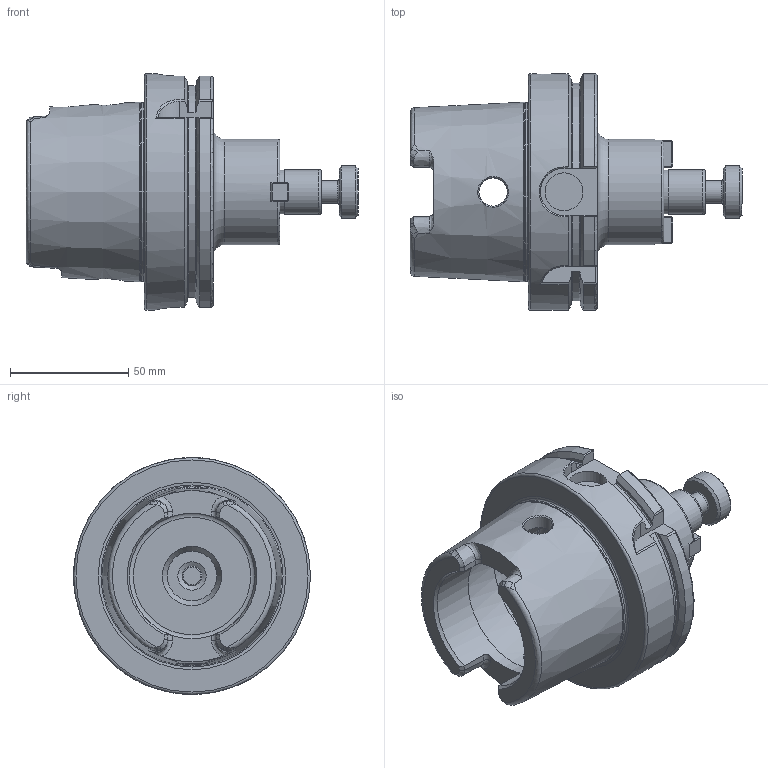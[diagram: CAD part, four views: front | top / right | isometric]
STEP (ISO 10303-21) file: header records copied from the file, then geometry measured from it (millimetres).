
FILE_DESCRIPTION(/* description */ (''),/* implementation_level */ '2;1');
FILE_NAME(/* name */ 'HSK100A-SM075-0225.stp',/* time_stamp */ '2019-07-24T16:39:00-05:00',/* author */ ('ldfli'),/* organization */ ('Pioneer N.A.'),/* preprocessor_version */ 'ST-DEVELOPER v18',/* originating_system */ 'Autodesk Inventor LT',/* authorisation */ '');
FILE_SCHEMA (('AUTOMOTIVE_DESIGN { 1 0 10303 214 3 1 1 }'));
Length unit declared in the file: millimetre
Products named in the file (1): HSK100A-SM075-0225
Bounding box: 140.15 x 100 x 100 mm (x, y, z)
Volume: 303402.2 mm3; surface area: 59737.4 mm2
Topology: 4 solids, 4 shells, 289 faces, 742 edges, 481 vertices
Faces by surface type: plane 150, cylinder 46, bspline 46, cone 24, torus 23
Full cylindrical faces by diameter (mm): 2.459 x2, 3 x2, 3.3 x2, 5.5 x2, 5.8 x2, 8.382 x1, 9.53 x1, 10 x1, 12 x3, 13 x1, 16 x1, 18.55 x1, 19.05 x1, 21 x1, 22 x1, 26 x1, 44.57 x1, 53 x2, 63 x1, 75.519 x1, 100 x1
Entity records: 11786 total; most frequent: CARTESIAN_POINT 4970, ORIENTED_EDGE 1484, DIRECTION 1296, EDGE_CURVE 742, VERTEX_POINT 483, AXIS2_PLACEMENT_3D 469, LINE 358, VECTOR 358
